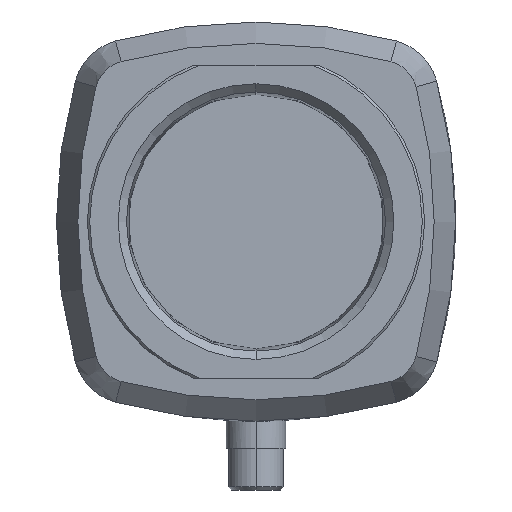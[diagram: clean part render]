
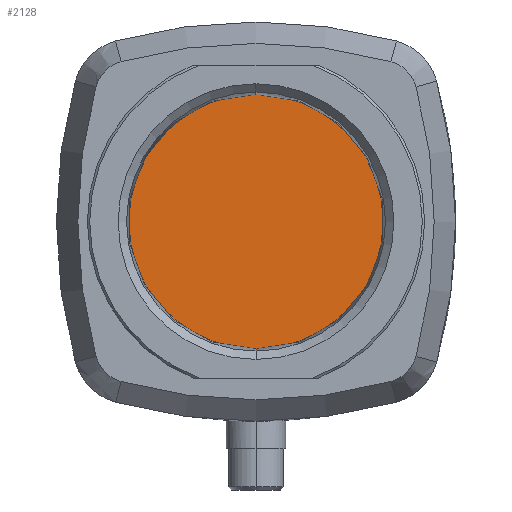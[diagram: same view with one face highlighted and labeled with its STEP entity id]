
A CAD part, left-side view. The second image highlights one B-rep face of the part: STEP entity #2128.
In plain terms, the highlighted planar face has unit normal (-1, 0, 0).
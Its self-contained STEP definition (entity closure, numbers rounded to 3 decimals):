
#47 = VERTEX_POINT ( 'NONE', #1343 ) ;
#52 = AXIS2_PLACEMENT_3D ( 'NONE', #1444, #2138, #1995 ) ;
#231 = ORIENTED_EDGE ( 'NONE', *, *, #1794, .T. ) ;
#247 = DIRECTION ( 'NONE',  ( -1., 0., 0. ) ) ;
#390 = ORIENTED_EDGE ( 'NONE', *, *, #1559, .T. ) ;
#579 = DIRECTION ( 'NONE',  ( 1., 0., 0. ) ) ;
#648 = DIRECTION ( 'NONE',  ( 0., 0., 1. ) ) ;
#761 = DIRECTION ( 'NONE',  ( 0., 1., 0. ) ) ;
#765 = AXIS2_PLACEMENT_3D ( 'NONE', #1629, #579, #761 ) ;
#902 = CARTESIAN_POINT ( 'NONE',  ( -52.299, 0., 27.728 ) ) ;
#911 = FACE_OUTER_BOUND ( 'NONE', #1580, .T. ) ;
#1097 = AXIS2_PLACEMENT_3D ( 'NONE', #1357, #247, #648 ) ;
#1343 = CARTESIAN_POINT ( 'NONE',  ( -52.299, 0., -27.728 ) ) ;
#1357 = CARTESIAN_POINT ( 'NONE',  ( -52.299, 0., 0. ) ) ;
#1444 = CARTESIAN_POINT ( 'NONE',  ( -52.299, 0., 0. ) ) ;
#1463 = PLANE ( 'NONE',  #765 ) ;
#1559 = EDGE_CURVE ( 'NONE', #1926, #47, #2116, .T. ) ;
#1580 = EDGE_LOOP ( 'NONE', ( #390, #231 ) ) ;
#1623 = CIRCLE ( 'NONE', #1097, 27.728 ) ;
#1629 = CARTESIAN_POINT ( 'NONE',  ( -52.299, 0., 14.748 ) ) ;
#1794 = EDGE_CURVE ( 'NONE', #47, #1926, #1623, .T. ) ;
#1926 = VERTEX_POINT ( 'NONE', #902 ) ;
#1995 = DIRECTION ( 'NONE',  ( 0., 0., 1. ) ) ;
#2116 = CIRCLE ( 'NONE', #52, 27.728 ) ;
#2128 = ADVANCED_FACE ( 'NONE', ( #911 ), #1463, .F. ) ;
#2138 = DIRECTION ( 'NONE',  ( -1., 0., 0. ) ) ;
